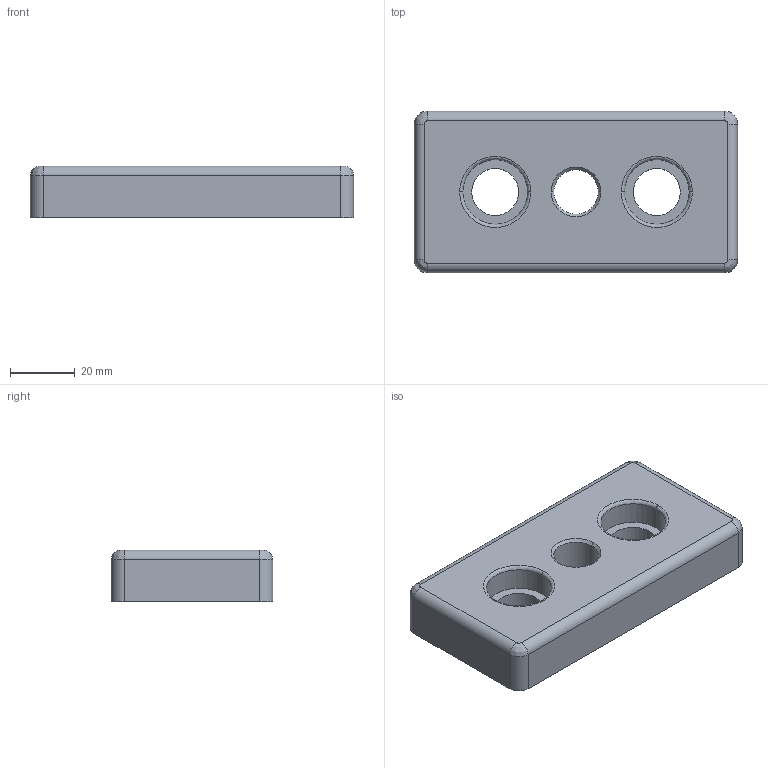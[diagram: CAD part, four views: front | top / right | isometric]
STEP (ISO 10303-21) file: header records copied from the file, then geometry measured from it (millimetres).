
FILE_DESCRIPTION(/* description */ (''),/* implementation_level */ '2;1');
FILE_NAME(/* name */ '525016.stp',/* time_stamp */ '2018-05-14T19:03:18+02:00',/* author */ ('TraceParts'),/* organization */ ('Alutec K&K'),/* preprocessor_version */ 'ST-DEVELOPER v16.1',/* originating_system */ 'Autodesk Inventor 2016',/* authorisation */ '');
FILE_SCHEMA (('AUTOMOTIVE_DESIGN { 1 0 10303 214 3 1 1 }'));
Length unit declared in the file: millimetre
Products named in the file (1): 525016
Bounding box: 100 x 50 x 16 mm (x, y, z)
Volume: 46708.2 mm3; surface area: 21739.3 mm2
Topology: 1 solids, 1 shells, 174 faces, 417 edges, 237 vertices
Faces by surface type: cylinder 79, bspline 61, plane 32, cone 2
Entity records: 6098 total; most frequent: CARTESIAN_POINT 2059, DIRECTION 845, ORIENTED_EDGE 802, EDGE_CURVE 401, AXIS2_PLACEMENT_3D 349, VERTEX_POINT 237, CIRCLE 235, EDGE_LOOP 188
